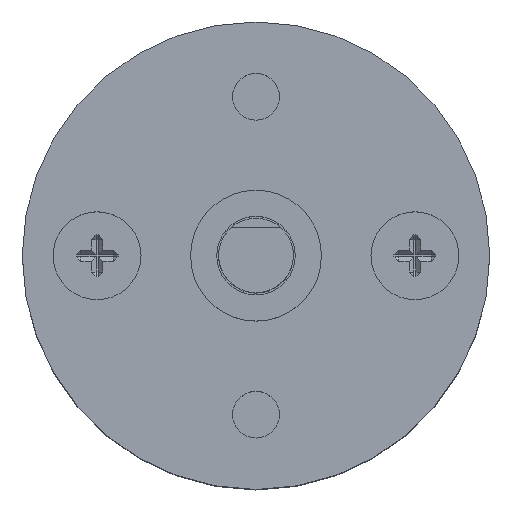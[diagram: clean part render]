
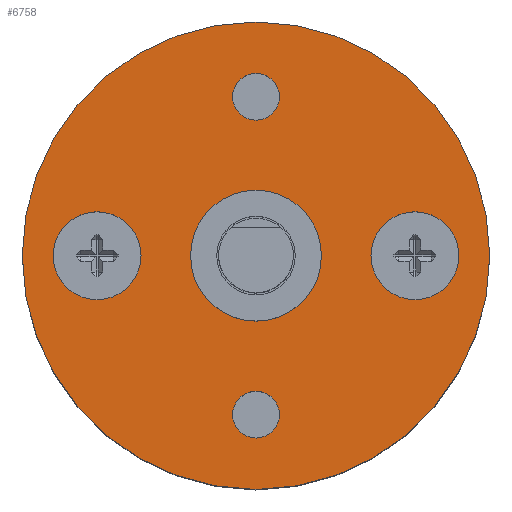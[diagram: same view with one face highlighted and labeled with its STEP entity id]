
A CAD part, top view. The second image highlights one B-rep face of the part: STEP entity #6758.
In plain terms, the highlighted planar face has unit normal (0, 0, 1).
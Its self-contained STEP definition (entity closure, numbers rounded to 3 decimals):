
#347 = EDGE_LOOP ( 'NONE', ( #6377 ) ) ;
#370 = AXIS2_PLACEMENT_3D ( 'NONE', #1017, #15903, #11715 ) ;
#446 = CIRCLE ( 'NONE', #14008, 1.25 ) ;
#1017 = CARTESIAN_POINT ( 'NONE',  ( 0., 0., 0. ) ) ;
#1225 = CARTESIAN_POINT ( 'NONE',  ( 0., 0., 0. ) ) ;
#1356 = CIRCLE ( 'NONE', #1417, 1.25 ) ;
#1417 = AXIS2_PLACEMENT_3D ( 'NONE', #13275, #15654, #3154 ) ;
#2252 = EDGE_LOOP ( 'NONE', ( #8167 ) ) ;
#2454 = DIRECTION ( 'NONE',  ( 1., 0., 0. ) ) ;
#2848 = CIRCLE ( 'NONE', #24454, 2.35 ) ;
#3154 = DIRECTION ( 'NONE',  ( 1., 0., 0. ) ) ;
#3625 = DIRECTION ( 'NONE',  ( -1., 0., 0. ) ) ;
#4569 = CARTESIAN_POINT ( 'NONE',  ( 8.5, 0., 0. ) ) ;
#4654 = DIRECTION ( 'NONE',  ( 0., 0., 1. ) ) ;
#4900 = DIRECTION ( 'NONE',  ( -1., 0., 0. ) ) ;
#5262 = ORIENTED_EDGE ( 'NONE', *, *, #17498, .F. ) ;
#5290 = VERTEX_POINT ( 'NONE', #22379 ) ;
#6025 = FACE_BOUND ( 'NONE', #12344, .T. ) ;
#6377 = ORIENTED_EDGE ( 'NONE', *, *, #9407, .F. ) ;
#6638 = VERTEX_POINT ( 'NONE', #22032 ) ;
#6758 = ADVANCED_FACE ( 'NONE', ( #9941, #11573, #20107, #20437, #14851, #6025 ), #24561, .F. ) ;
#6843 = EDGE_LOOP ( 'NONE', ( #21805 ) ) ;
#6912 = EDGE_CURVE ( 'NONE', #12494, #12494, #19109, .T. ) ;
#7026 = DIRECTION ( 'NONE',  ( 0., 0., -1. ) ) ;
#8021 = DIRECTION ( 'NONE',  ( 1., 0., 0. ) ) ;
#8167 = ORIENTED_EDGE ( 'NONE', *, *, #9996, .F. ) ;
#9407 = EDGE_CURVE ( 'NONE', #10874, #10874, #446, .T. ) ;
#9941 = FACE_BOUND ( 'NONE', #6843, .T. ) ;
#9996 = EDGE_CURVE ( 'NONE', #25251, #25251, #1356, .T. ) ;
#10120 = CARTESIAN_POINT ( 'NONE',  ( 0., 0., 0. ) ) ;
#10874 = VERTEX_POINT ( 'NONE', #15409 ) ;
#11573 = FACE_BOUND ( 'NONE', #347, .T. ) ;
#11715 = DIRECTION ( 'NONE',  ( -1., 0., 0. ) ) ;
#12344 = EDGE_LOOP ( 'NONE', ( #18416 ) ) ;
#12494 = VERTEX_POINT ( 'NONE', #25844 ) ;
#12622 = EDGE_LOOP ( 'NONE', ( #5262 ) ) ;
#13275 = CARTESIAN_POINT ( 'NONE',  ( 0., 8.5, 0. ) ) ;
#13397 = CARTESIAN_POINT ( 'NONE',  ( 1.25, 8.5, 0. ) ) ;
#14008 = AXIS2_PLACEMENT_3D ( 'NONE', #26387, #24659, #8021 ) ;
#14284 = AXIS2_PLACEMENT_3D ( 'NONE', #1225, #17802, #22365 ) ;
#14851 = FACE_BOUND ( 'NONE', #12622, .T. ) ;
#15409 = CARTESIAN_POINT ( 'NONE',  ( 1.25, -8.5, 0. ) ) ;
#15654 = DIRECTION ( 'NONE',  ( 0., 0., 1. ) ) ;
#15903 = DIRECTION ( 'NONE',  ( 0., 0., 1. ) ) ;
#16223 = CARTESIAN_POINT ( 'NONE',  ( -10.85, 0., 0. ) ) ;
#16740 = VERTEX_POINT ( 'NONE', #16223 ) ;
#17498 = EDGE_CURVE ( 'NONE', #6638, #6638, #23923, .T. ) ;
#17654 = AXIS2_PLACEMENT_3D ( 'NONE', #10120, #26564, #3625 ) ;
#17802 = DIRECTION ( 'NONE',  ( 0., 0., -1. ) ) ;
#18416 = ORIENTED_EDGE ( 'NONE', *, *, #21560, .T. ) ;
#18540 = AXIS2_PLACEMENT_3D ( 'NONE', #26083, #7026, #4900 ) ;
#19109 = CIRCLE ( 'NONE', #14284, 12.5 ) ;
#20107 = FACE_BOUND ( 'NONE', #2252, .T. ) ;
#20364 = CIRCLE ( 'NONE', #18540, 2.35 ) ;
#20437 = FACE_OUTER_BOUND ( 'NONE', #24045, .T. ) ;
#21191 = ORIENTED_EDGE ( 'NONE', *, *, #6912, .F. ) ;
#21560 = EDGE_CURVE ( 'NONE', #16740, #16740, #20364, .T. ) ;
#21805 = ORIENTED_EDGE ( 'NONE', *, *, #23889, .F. ) ;
#22032 = CARTESIAN_POINT ( 'NONE',  ( -3.5, 0., 0. ) ) ;
#22365 = DIRECTION ( 'NONE',  ( -1., 0., 0. ) ) ;
#22379 = CARTESIAN_POINT ( 'NONE',  ( 10.85, 0., 0. ) ) ;
#23889 = EDGE_CURVE ( 'NONE', #5290, #5290, #2848, .T. ) ;
#23923 = CIRCLE ( 'NONE', #370, 3.5 ) ;
#24045 = EDGE_LOOP ( 'NONE', ( #21191 ) ) ;
#24454 = AXIS2_PLACEMENT_3D ( 'NONE', #4569, #4654, #2454 ) ;
#24561 = PLANE ( 'NONE',  #17654 ) ;
#24659 = DIRECTION ( 'NONE',  ( 0., 0., 1. ) ) ;
#25251 = VERTEX_POINT ( 'NONE', #13397 ) ;
#25844 = CARTESIAN_POINT ( 'NONE',  ( -12.5, 0., 0. ) ) ;
#26083 = CARTESIAN_POINT ( 'NONE',  ( -8.5, 0., 0. ) ) ;
#26387 = CARTESIAN_POINT ( 'NONE',  ( 0., -8.5, 0. ) ) ;
#26564 = DIRECTION ( 'NONE',  ( 0., 0., -1. ) ) ;
